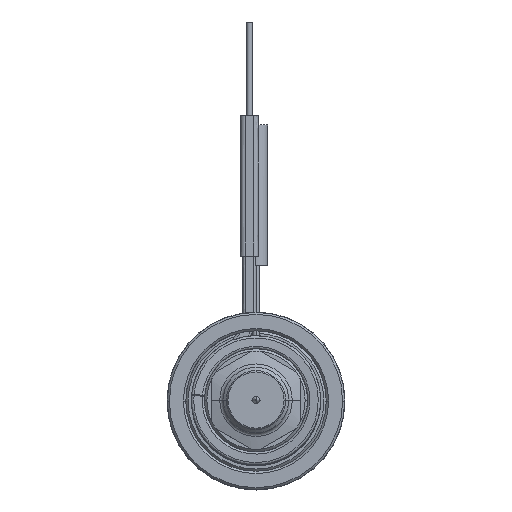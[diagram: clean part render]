
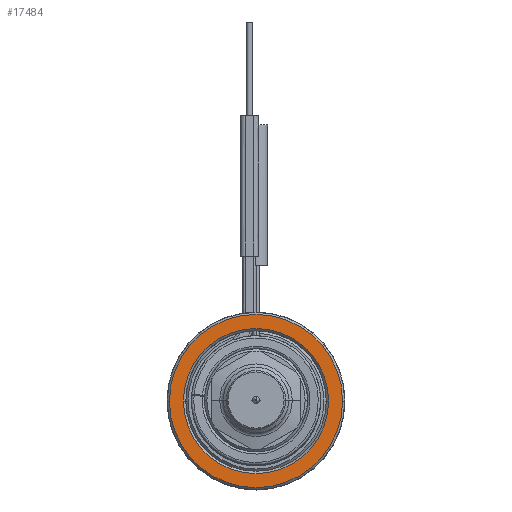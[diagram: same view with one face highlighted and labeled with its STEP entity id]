
A CAD part, top view. The second image highlights one B-rep face of the part: STEP entity #17484.
In plain terms, the highlighted planar face has unit normal (0, 0, 1).
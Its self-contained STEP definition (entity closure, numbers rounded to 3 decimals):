
#6800=CARTESIAN_POINT('',(0.,0.,
35.));
#6801=DIRECTION('',(0.,0.,-1.));
#6802=DIRECTION('',(-1.,0.,0.));
#6803=AXIS2_PLACEMENT_3D('',#6800,#6801,#6802);
#6814=CARTESIAN_POINT('',(0.,0.,
35.));
#6815=DIRECTION('',(0.,0.,-1.));
#6816=DIRECTION('',(1.,0.,0.));
#6817=AXIS2_PLACEMENT_3D('',#6814,#6815,#6816);
#6828=CARTESIAN_POINT('',(0.,0.,35.));
#6829=DIRECTION('',(0.,0.,-1.));
#6830=DIRECTION('',(1.,0.,0.));
#6831=AXIS2_PLACEMENT_3D('',#6828,#6829,#6830);
#6842=CARTESIAN_POINT('',(0.,0.,
35.));
#6843=DIRECTION('',(0.,0.,-1.));
#6844=DIRECTION('',(-1.,0.,0.));
#6845=AXIS2_PLACEMENT_3D('',#6842,#6843,#6844);
#7018=CARTESIAN_POINT('',(18.5,0.,35.));
#7019=CARTESIAN_POINT('',(-18.5,0.,
35.));
#7020=VERTEX_POINT('',#7018);
#7021=VERTEX_POINT('',#7019);
#7022=CARTESIAN_POINT('',(15.5,0.,35.));
#7023=CARTESIAN_POINT('',(-15.5,0.,35.));
#7024=VERTEX_POINT('',#7022);
#7025=VERTEX_POINT('',#7023);
#17469=CARTESIAN_POINT('',(0.,0.,35.));
#17470=DIRECTION('',(0.,0.,1.));
#17471=DIRECTION('',(-1.,0.,0.));
#17472=AXIS2_PLACEMENT_3D('',#17469,#17470,#17471);
#17473=PLANE('',#17472);
#17474=ORIENTED_EDGE('',*,*,#17451,.T.);
#17475=ORIENTED_EDGE('',*,*,#17436,.T.);
#17476=EDGE_LOOP('',(#17474,#17475));
#17477=FACE_OUTER_BOUND('',#17476,.F.);
#17479=ORIENTED_EDGE('',*,*,#17478,.F.);
#17481=ORIENTED_EDGE('',*,*,#17480,.F.);
#17482=EDGE_LOOP('',(#17479,#17481));
#17483=FACE_BOUND('',#17482,.F.);
#6804=CIRCLE('',#6803,18.5);
#6818=CIRCLE('',#6817,18.5);
#6832=CIRCLE('',#6831,15.5);
#6846=CIRCLE('',#6845,15.5);
#17436=EDGE_CURVE('',#7021,#7020,#6804,.T.);
#17451=EDGE_CURVE('',#7020,#7021,#6818,.T.);
#17478=EDGE_CURVE('',#7024,#7025,#6832,.T.);
#17480=EDGE_CURVE('',#7025,#7024,#6846,.T.);
#17484=ADVANCED_FACE('',(#17477,#17483),#17473,.T.);
